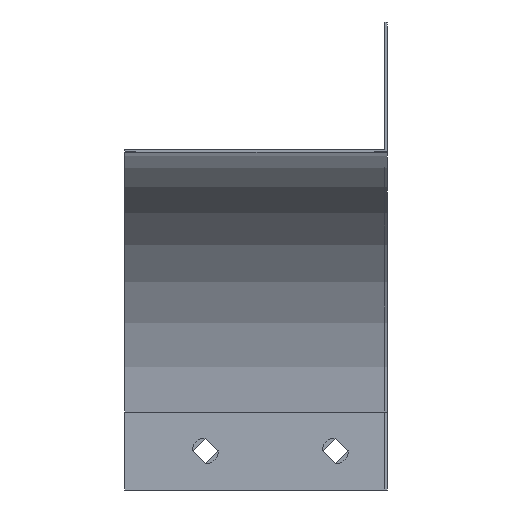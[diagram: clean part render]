
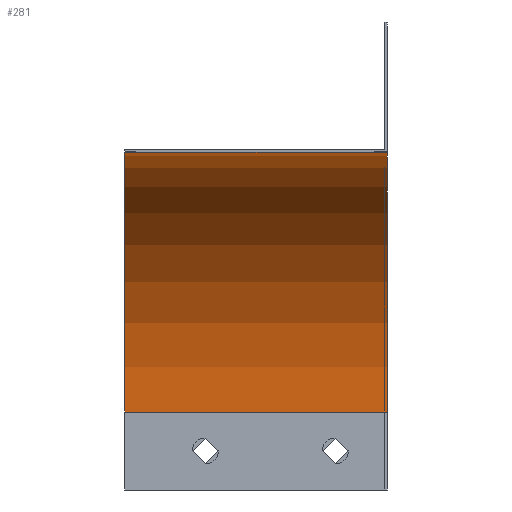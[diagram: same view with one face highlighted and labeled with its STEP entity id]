
A CAD part, left-side view. The second image highlights one B-rep face of the part: STEP entity #281.
In plain terms, the highlighted cylindrical face has radius 100 mm (diameter 200 mm), a partial arc.
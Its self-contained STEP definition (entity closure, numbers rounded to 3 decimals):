
#81 = AXIS2_PLACEMENT_3D ( 'NONE', #1590, #1589, #1587 ) ;
#117 = AXIS2_PLACEMENT_3D ( 'NONE', #1345, #1346, #1347 ) ;
#118 = AXIS2_PLACEMENT_3D ( 'NONE', #1341, #1342, #1343 ) ;
#170 = EDGE_CURVE ( 'NONE', #381, #375, #903, .T. ) ;
#172 = EDGE_CURVE ( 'NONE', #375, #376, #907, .T. ) ;
#173 = EDGE_CURVE ( 'NONE', #373, #376, #909, .T. ) ;
#174 = EDGE_CURVE ( 'NONE', #373, #381, #905, .T. ) ;
#281 = ADVANCED_FACE ( 'NONE', ( #1087 ), #1092, .F. ) ;
#373 = VERTEX_POINT ( 'NONE', #1749 ) ;
#375 = VERTEX_POINT ( 'NONE', #1751 ) ;
#376 = VERTEX_POINT ( 'NONE', #1752 ) ;
#381 = VERTEX_POINT ( 'NONE', #1757 ) ;
#484 = ORIENTED_EDGE ( 'NONE', *, *, #172, .T. ) ;
#485 = ORIENTED_EDGE ( 'NONE', *, *, #173, .F. ) ;
#486 = ORIENTED_EDGE ( 'NONE', *, *, #174, .T. ) ;
#487 = ORIENTED_EDGE ( 'NONE', *, *, #170, .T. ) ;
#732 = EDGE_LOOP ( 'NONE', ( #484, #485, #486, #487 ) ) ;
#903 = LINE ( 'NONE', #1336, #906 ) ;
#905 = CIRCLE ( 'NONE', #117, 100. ) ;
#906 = VECTOR ( 'NONE', #1338, 1000. ) ;
#907 = CIRCLE ( 'NONE', #118, 100. ) ;
#909 = LINE ( 'NONE', #1337, #911 ) ;
#911 = VECTOR ( 'NONE', #1330, 1000. ) ;
#1087 = FACE_OUTER_BOUND ( 'NONE', #732, .T. ) ;
#1092 = CYLINDRICAL_SURFACE ( 'NONE', #81, 100. ) ;
#1330 = DIRECTION ( 'NONE',  ( 0., -1., 0. ) ) ;
#1336 = CARTESIAN_POINT ( 'NONE',  ( -200., 1., -150. ) ) ;
#1337 = CARTESIAN_POINT ( 'NONE',  ( -300., 1., -50. ) ) ;
#1338 = DIRECTION ( 'NONE',  ( 0., -1., 0. ) ) ;
#1341 = CARTESIAN_POINT ( 'NONE',  ( -300., 0., -150. ) ) ;
#1342 = DIRECTION ( 'NONE',  ( 0., -1., 0. ) ) ;
#1343 = DIRECTION ( 'NONE',  ( 0., 0., -1. ) ) ;
#1345 = CARTESIAN_POINT ( 'NONE',  ( -300., 101., -150. ) ) ;
#1346 = DIRECTION ( 'NONE',  ( 0., 1., 0. ) ) ;
#1347 = DIRECTION ( 'NONE',  ( 0., 0., 1. ) ) ;
#1587 = DIRECTION ( 'NONE',  ( 0., 0., -1. ) ) ;
#1589 = DIRECTION ( 'NONE',  ( 0., -1., 0. ) ) ;
#1590 = CARTESIAN_POINT ( 'NONE',  ( -300., 1., -150. ) ) ;
#1749 = CARTESIAN_POINT ( 'NONE',  ( -300., 101., -50. ) ) ;
#1751 = CARTESIAN_POINT ( 'NONE',  ( -200., 0., -150. ) ) ;
#1752 = CARTESIAN_POINT ( 'NONE',  ( -300., 0., -50. ) ) ;
#1757 = CARTESIAN_POINT ( 'NONE',  ( -200., 101., -150. ) ) ;
